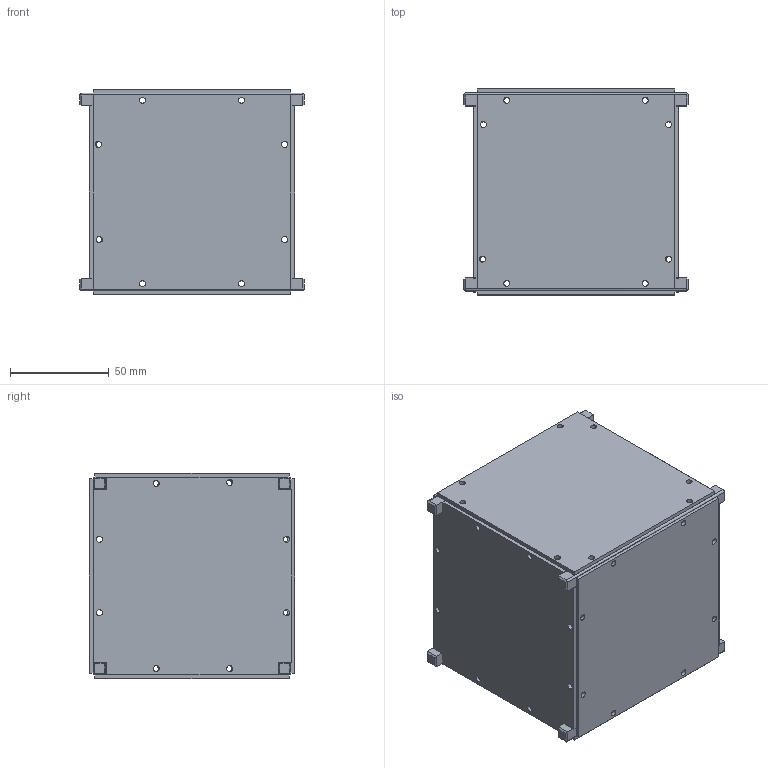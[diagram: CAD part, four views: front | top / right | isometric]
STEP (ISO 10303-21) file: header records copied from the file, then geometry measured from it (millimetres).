
FILE_DESCRIPTION(/* description */ (''),/* implementation_level */ '2;1');
FILE_NAME(/* name */ '',/* time_stamp */ '2023-02-20T19:21:15+03:00',/* author */ (''),/* organization */ (''),/* preprocessor_version */ 'ST-DEVELOPER v19.2',/* originating_system */ 'Autodesk Translation Framework v11.17.0.187',/* authorisation */ '');
FILE_SCHEMA (('AUTOMOTIVE_DESIGN { 1 0 10303 214 3 1 1 }'));
Length unit declared in the file: millimetre
Products named in the file (5): Сборка Cubesat 2.0; Cubesat 2.0; Боковые стенки 
Cubesatb 3.0; Боковые стенки 
Cubesat; Боковые стенки 
Cubesat 2.0
Assembly tree (7 placements, depth 2):
  Сборка Cubesat 2.0
    Cubesat 2.0
    Боковые стенки 
Cubesatb 3.0  x2
    Боковые стенки 
Cubesat  x2
    Боковые стенки 
Cubesat 2.0  x2
Bounding box: 113.5 x 104 x 104 mm (x, y, z)
Volume: 131235.1 mm3; surface area: 152465.1 mm2
Topology: 7 solids, 7 shells, 250 faces, 660 edges, 424 vertices
Faces by surface type: plane 150, cylinder 100
Full cylindrical faces by diameter (mm): 3 x96
Entity records: 6665 total; most frequent: DIRECTION 1114, CARTESIAN_POINT 1077, ORIENTED_EDGE 1056, EDGE_CURVE 528, AXIS2_PLACEMENT_3D 373, LINE 368, VECTOR 368, EDGE_LOOP 354
